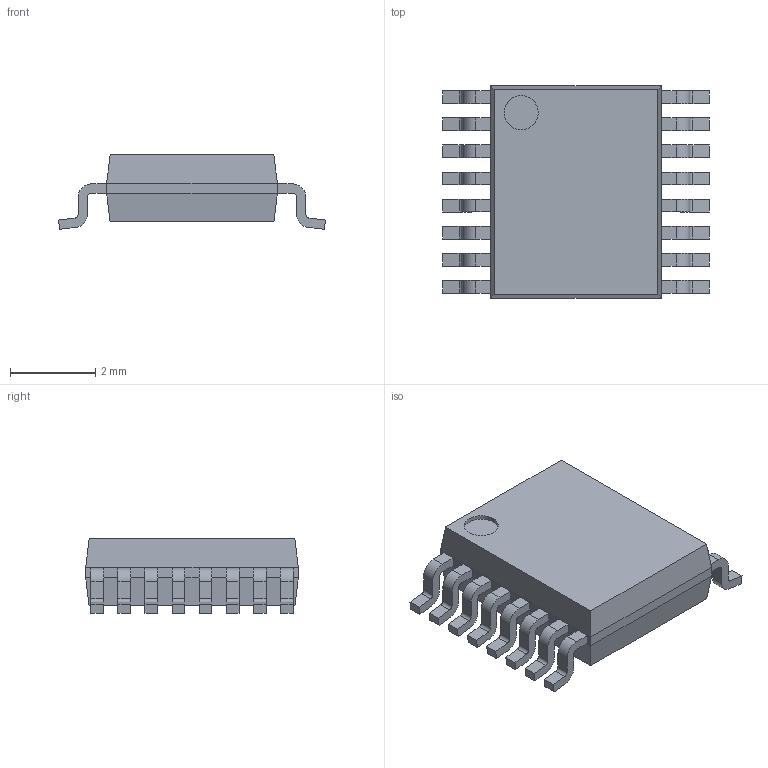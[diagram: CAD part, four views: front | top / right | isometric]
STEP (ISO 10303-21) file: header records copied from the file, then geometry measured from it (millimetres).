
FILE_DESCRIPTION((''),'2;1');
FILE_NAME('SOP63P600X175-16N.stp','2010-03-30T13:54:38',(''),(''),'Mechanical Desktop 2010','Mechanical Desktop 2010',', , ');
FILE_SCHEMA(('AUTOMOTIVE_DESIGN { 1 2 10303 214 1 1 1 1 }'));
Length unit declared in the file: millimetre
Products named in the file (1): Product
Bounding box: 6.25 x 4.98 x 1.75 mm (x, y, z)
Volume: 32.1 mm3; surface area: 96.3 mm2
Topology: 17 solids, 17 shells, 241 faces, 611 edges, 406 vertices
Faces by surface type: bspline 112, plane 95, cylinder 34
Entity records: 7679 total; most frequent: CARTESIAN_POINT 2042, ORIENTED_EDGE 1220, DIRECTION 1003, EDGE_CURVE 610, VECTOR 479, LINE 479, VERTEX_POINT 404, AXIS2_PLACEMENT_3D 262
